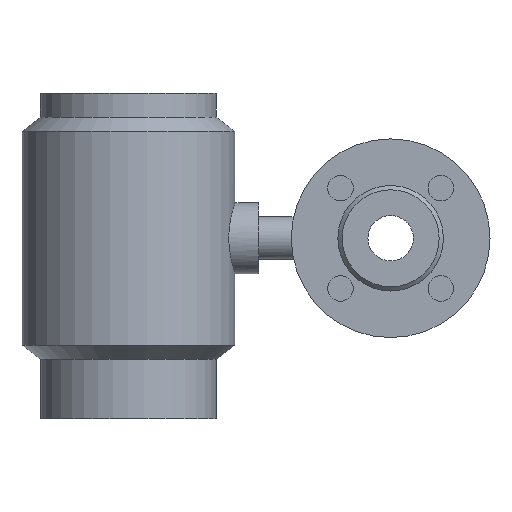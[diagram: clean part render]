
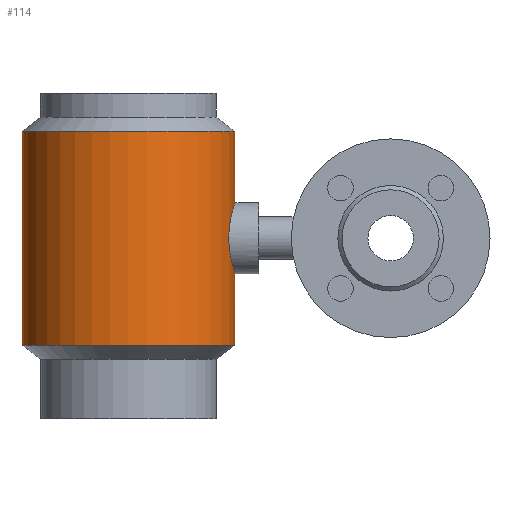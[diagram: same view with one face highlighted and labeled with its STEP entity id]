
A CAD part, left-side view. The second image highlights one B-rep face of the part: STEP entity #114.
In plain terms, the highlighted cylindrical face has radius 75 mm (diameter 150 mm), a full revolution.
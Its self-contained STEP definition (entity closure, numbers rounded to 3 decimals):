
#87=B_SPLINE_CURVE_WITH_KNOTS('',3,(#1159,#1160,#1161,#1162,#1163,#1164,
#1165,#1166,#1167,#1168,#1169,#1170,#1171,#1172,#1173,#1174,#1175,#1176,
#1177,#1178,#1179,#1180,#1181,#1182,#1183,#1184,#1185,#1186,#1187,#1188,
#1189,#1190),.UNSPECIFIED.,.T.,.F.,(2,2,2,2,2,2,2,2,2,2,2,2,2,2,2,2,2,2),
(-0.063,0.,0.063,0.125,0.188,0.25,0.313,0.375,0.5,0.563,0.625,0.688,
0.75,0.813,0.875,0.938,1.,1.063),.UNSPECIFIED.);
#88=B_SPLINE_CURVE_WITH_KNOTS('',3,(#1198,#1199,#1200,#1201,#1202,#1203,
#1204,#1205,#1206,#1207,#1208,#1209,#1210,#1211,#1212,#1213),
 .UNSPECIFIED.,.F.,.F.,(4,2,2,2,2,2,2,4),(0.,0.125,0.25,0.375,0.5,0.625,
0.75,1.),.UNSPECIFIED.);
#89=B_SPLINE_CURVE_WITH_KNOTS('',3,(#1217,#1218,#1219,#1220,#1221,#1222,
#1223,#1224,#1225,#1226,#1227,#1228,#1229,#1230,#1231,#1232),
 .UNSPECIFIED.,.F.,.F.,(4,2,2,2,2,2,2,4),(0.,0.125,0.25,0.375,0.5,0.625,
0.75,1.),.UNSPECIFIED.);
#114=ADVANCED_FACE('',(#215,#216,#217,#218),#161,.T.);
#161=CYLINDRICAL_SURFACE('',#751,75.);
#215=FACE_BOUND('',#317,.T.);
#216=FACE_BOUND('',#318,.T.);
#217=FACE_BOUND('',#319,.T.);
#218=FACE_BOUND('',#320,.T.);
#317=EDGE_LOOP('',(#427));
#318=EDGE_LOOP('',(#428));
#319=EDGE_LOOP('',(#429,#430,#431,#432));
#320=EDGE_LOOP('',(#433));
#427=ORIENTED_EDGE('',*,*,#581,.F.);
#428=ORIENTED_EDGE('',*,*,#575,.T.);
#429=ORIENTED_EDGE('',*,*,#612,.F.);
#430=ORIENTED_EDGE('',*,*,#613,.F.);
#431=ORIENTED_EDGE('',*,*,#614,.F.);
#432=ORIENTED_EDGE('',*,*,#615,.F.);
#433=ORIENTED_EDGE('',*,*,#610,.T.);
#515=VERTEX_POINT('',#1052);
#521=VERTEX_POINT('',#1068);
#550=VERTEX_POINT('',#1191);
#552=VERTEX_POINT('',#1196);
#553=VERTEX_POINT('',#1197);
#554=VERTEX_POINT('',#1214);
#555=VERTEX_POINT('',#1216);
#575=EDGE_CURVE('',#515,#515,#637,.T.);
#581=EDGE_CURVE('',#521,#521,#643,.T.);
#610=EDGE_CURVE('',#550,#550,#87,.T.);
#612=EDGE_CURVE('',#552,#553,#672,.T.);
#613=EDGE_CURVE('',#554,#552,#88,.T.);
#614=EDGE_CURVE('',#555,#554,#673,.T.);
#615=EDGE_CURVE('',#553,#555,#89,.T.);
#637=CIRCLE('',#694,75.);
#643=CIRCLE('',#704,75.);
#672=CIRCLE('',#749,75.);
#673=CIRCLE('',#750,75.);
#694=AXIS2_PLACEMENT_3D('',#1051,#808,#809);
#704=AXIS2_PLACEMENT_3D('',#1067,#828,#829);
#749=AXIS2_PLACEMENT_3D('',#1195,#918,#919);
#750=AXIS2_PLACEMENT_3D('',#1215,#920,#921);
#751=AXIS2_PLACEMENT_3D('',#1233,#922,#923);
#808=DIRECTION('',(0.,0.,1.));
#809=DIRECTION('',(1.,0.,0.));
#828=DIRECTION('',(0.,0.,1.));
#829=DIRECTION('',(1.,0.,0.));
#918=DIRECTION('',(0.,0.,1.));
#919=DIRECTION('',(1.,0.,0.));
#920=DIRECTION('',(0.,0.,-1.));
#921=DIRECTION('',(-1.,0.,0.));
#922=DIRECTION('',(0.,0.,-1.));
#923=DIRECTION('',(1.,0.,0.));
#1051=CARTESIAN_POINT('',(0.,184.697,-75.246));
#1052=CARTESIAN_POINT('',(75.,184.697,-75.246));
#1067=CARTESIAN_POINT('',(0.,184.697,75.246));
#1068=CARTESIAN_POINT('',(75.,184.697,75.246));
#1159=CARTESIAN_POINT('',(-3.328,109.697,25.));
#1160=CARTESIAN_POINT('',(3.328,109.697,25.));
#1161=CARTESIAN_POINT('',(6.591,109.925,24.337));
#1162=CARTESIAN_POINT('',(12.635,110.706,21.819));
#1163=CARTESIAN_POINT('',(15.392,111.256,19.964));
#1164=CARTESIAN_POINT('',(19.967,112.365,15.388));
#1165=CARTESIAN_POINT('',(21.823,112.93,12.622));
#1166=CARTESIAN_POINT('',(24.326,113.739,6.62));
#1167=CARTESIAN_POINT('',(24.996,113.985,3.316));
#1168=CARTESIAN_POINT('',(25.004,113.988,-3.256));
#1169=CARTESIAN_POINT('',(24.352,113.748,-6.542));
#1170=CARTESIAN_POINT('',(21.828,112.931,-12.625));
#1171=CARTESIAN_POINT('',(19.988,112.371,-15.364));
#1172=CARTESIAN_POINT('',(13.092,110.697,-22.27));
#1173=CARTESIAN_POINT('',(6.662,109.697,-24.999));
#1174=CARTESIAN_POINT('',(-3.323,109.697,-25.001));
#1175=CARTESIAN_POINT('',(-6.587,109.925,-24.338));
#1176=CARTESIAN_POINT('',(-12.632,110.706,-21.821));
#1177=CARTESIAN_POINT('',(-15.39,111.255,-19.966));
#1178=CARTESIAN_POINT('',(-19.966,112.365,-15.39));
#1179=CARTESIAN_POINT('',(-21.823,112.93,-12.623));
#1180=CARTESIAN_POINT('',(-24.326,113.739,-6.621));
#1181=CARTESIAN_POINT('',(-24.996,113.985,-3.317));
#1182=CARTESIAN_POINT('',(-25.004,113.988,3.257));
#1183=CARTESIAN_POINT('',(-24.352,113.748,6.543));
#1184=CARTESIAN_POINT('',(-21.827,112.931,12.627));
#1185=CARTESIAN_POINT('',(-19.987,112.37,15.366));
#1186=CARTESIAN_POINT('',(-15.388,111.254,19.97));
#1187=CARTESIAN_POINT('',(-12.634,110.706,21.818));
#1188=CARTESIAN_POINT('',(-6.616,109.928,24.328));
#1189=CARTESIAN_POINT('',(-3.328,109.697,25.));
#1190=CARTESIAN_POINT('',(3.328,109.697,25.));
#1191=CARTESIAN_POINT('',(0.,109.697,25.));
#1195=CARTESIAN_POINT('',(0.,184.697,34.5));
#1196=CARTESIAN_POINT('',(72.284,164.697,34.5));
#1197=CARTESIAN_POINT('',(72.284,204.697,34.5));
#1198=CARTESIAN_POINT('',(72.284,164.697,69.5));
#1199=CARTESIAN_POINT('',(71.643,162.381,69.5));
#1200=CARTESIAN_POINT('',(70.905,160.152,69.049));
#1201=CARTESIAN_POINT('',(69.321,155.981,67.341));
#1202=CARTESIAN_POINT('',(68.492,154.086,66.097));
#1203=CARTESIAN_POINT('',(66.96,150.865,62.954));
#1204=CARTESIAN_POINT('',(66.256,149.537,61.044));
#1205=CARTESIAN_POINT('',(65.252,147.707,56.792));
#1206=CARTESIAN_POINT('',(64.955,147.203,54.411));
#1207=CARTESIAN_POINT('',(64.949,147.191,49.674));
#1208=CARTESIAN_POINT('',(65.238,147.682,47.29));
#1209=CARTESIAN_POINT('',(66.244,149.513,42.991));
#1210=CARTESIAN_POINT('',(66.948,150.841,41.074));
#1211=CARTESIAN_POINT('',(69.256,155.69,36.329));
#1212=CARTESIAN_POINT('',(71.002,160.062,34.5));
#1213=CARTESIAN_POINT('',(72.284,164.697,34.5));
#1214=CARTESIAN_POINT('',(72.284,164.697,69.5));
#1215=CARTESIAN_POINT('',(0.,184.697,69.5));
#1216=CARTESIAN_POINT('',(72.284,204.697,69.5));
#1217=CARTESIAN_POINT('',(72.284,204.697,34.5));
#1218=CARTESIAN_POINT('',(71.643,207.013,34.5));
#1219=CARTESIAN_POINT('',(70.905,209.242,34.951));
#1220=CARTESIAN_POINT('',(69.321,213.413,36.659));
#1221=CARTESIAN_POINT('',(68.492,215.308,37.903));
#1222=CARTESIAN_POINT('',(66.96,218.529,41.046));
#1223=CARTESIAN_POINT('',(66.256,219.857,42.956));
#1224=CARTESIAN_POINT('',(65.252,221.687,47.208));
#1225=CARTESIAN_POINT('',(64.955,222.191,49.589));
#1226=CARTESIAN_POINT('',(64.949,222.203,54.326));
#1227=CARTESIAN_POINT('',(65.238,221.712,56.71));
#1228=CARTESIAN_POINT('',(66.244,219.881,61.009));
#1229=CARTESIAN_POINT('',(66.948,218.553,62.926));
#1230=CARTESIAN_POINT('',(69.256,213.704,67.671));
#1231=CARTESIAN_POINT('',(71.002,209.332,69.5));
#1232=CARTESIAN_POINT('',(72.284,204.697,69.5));
#1233=CARTESIAN_POINT('',(0.,184.697,127.));
